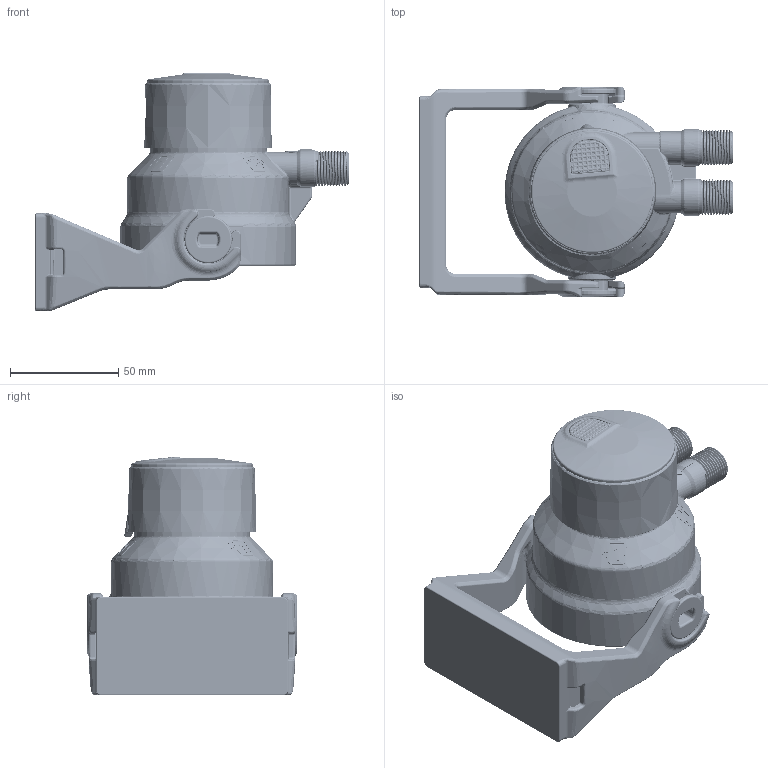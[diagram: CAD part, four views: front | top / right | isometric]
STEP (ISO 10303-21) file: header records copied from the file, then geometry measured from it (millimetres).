
FILE_DESCRIPTION(/* description */ ('AP214 STEP file'),/* implementation_level */ '2;1');
FILE_NAME(/* name */ '64508001_out.stp',/* time_stamp */ '2024-05-28T12:24:23+02:00',/* author */ (''),/* organization */ (''),/* preprocessor_version */ 'ST-DEVELOPER v18.1',/* originating_system */ 'Elysium Co. Ltd. STEP Translator v8.3.0.0',/* authorisation */ '');
FILE_SCHEMA (('AUTOMOTIVE_DESIGN { 1 0 10303 214 3 1 1 }'));
Products named in the file (7): Group47; Group48; Group49; Group50; Group51; Group52; 64508001
Assembly tree (6 placements, depth 2):
  64508001
    Group47
    Group48
    Group49
    Group50
    Group51
    Group52
Bounding box: 145.01 x 97.6 x 110.36 mm (x, y, z)
Volume: 198974 mm3; surface area: 133315.4 mm2
Topology: 9 solids, 15 shells, 5305 faces, 12834 edges, 7285 vertices
Faces by surface type: cylinder 1825, bspline 1404, plane 845, torus 680, sphere 279, cone 175, extrusion 76, revolution 21
Entity records: 176258 total; most frequent: CARTESIAN_POINT 69075, ORIENTED_EDGE 25026, EDGE_CURVE 12513, STYLED_ITEM 10470, AXIS2_PLACEMENT_3D 8928, VERTEX_POINT 7284, DIRECTION 5988, EDGE_LOOP 5381
